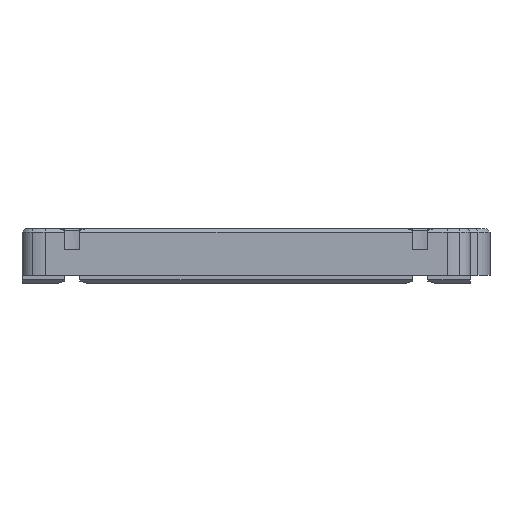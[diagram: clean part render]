
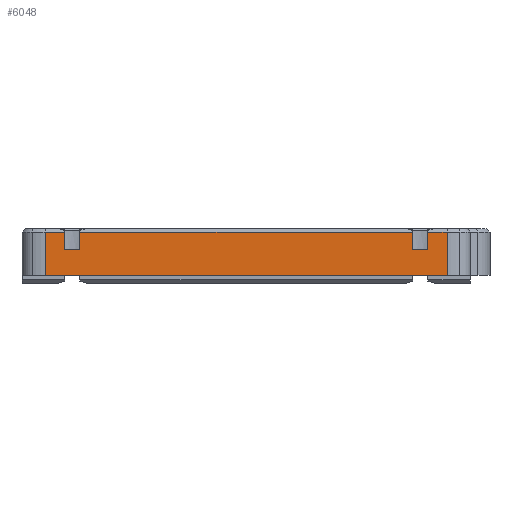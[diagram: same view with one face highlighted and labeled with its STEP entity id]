
A CAD part, left-side view. The second image highlights one B-rep face of the part: STEP entity #6048.
In plain terms, the highlighted planar face has unit normal (-1, 0.002, 0).
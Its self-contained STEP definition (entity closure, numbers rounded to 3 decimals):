
#311=PLANE('',#6479);
#568=FACE_OUTER_BOUND('',#960,.T.);
#960=EDGE_LOOP('',(#4344,#4345,#4346,#4347,#4348,#4349,#4350,#4351,#4352,
#4353,#4354,#4355));
#1407=LINE('',#9528,#2058);
#1409=LINE('',#9546,#2060);
#1412=LINE('',#9552,#2063);
#1413=LINE('',#9554,#2064);
#1414=LINE('',#9556,#2065);
#1415=LINE('',#9558,#2066);
#1416=LINE('',#9560,#2067);
#1417=LINE('',#9562,#2068);
#1418=LINE('',#9564,#2069);
#1419=LINE('',#9566,#2070);
#1420=LINE('',#9568,#2071);
#1421=LINE('',#9569,#2072);
#2058=VECTOR('',#6980,10.);
#2060=VECTOR('',#6988,10.);
#2063=VECTOR('',#6993,10.);
#2064=VECTOR('',#6994,10.);
#2065=VECTOR('',#6995,10.);
#2066=VECTOR('',#6996,10.);
#2067=VECTOR('',#6997,10.);
#2068=VECTOR('',#6998,10.);
#2069=VECTOR('',#6999,10.);
#2070=VECTOR('',#7000,10.);
#2071=VECTOR('',#7001,10.);
#2072=VECTOR('',#7002,10.);
#2851=VERTEX_POINT('',#9525);
#2852=VERTEX_POINT('',#9527);
#2856=VERTEX_POINT('',#9545);
#2858=VERTEX_POINT('',#9551);
#2859=VERTEX_POINT('',#9553);
#2860=VERTEX_POINT('',#9555);
#2861=VERTEX_POINT('',#9557);
#2862=VERTEX_POINT('',#9559);
#2863=VERTEX_POINT('',#9561);
#2864=VERTEX_POINT('',#9563);
#2865=VERTEX_POINT('',#9565);
#2866=VERTEX_POINT('',#9567);
#3402=EDGE_CURVE('',#2851,#2852,#1407,.T.);
#3408=EDGE_CURVE('',#2856,#2852,#1409,.T.);
#3411=EDGE_CURVE('',#2851,#2858,#1412,.T.);
#3412=EDGE_CURVE('',#2859,#2858,#1413,.T.);
#3413=EDGE_CURVE('',#2859,#2860,#1414,.T.);
#3414=EDGE_CURVE('',#2861,#2860,#1415,.T.);
#3415=EDGE_CURVE('',#2862,#2861,#1416,.T.);
#3416=EDGE_CURVE('',#2863,#2862,#1417,.T.);
#3417=EDGE_CURVE('',#2864,#2863,#1418,.T.);
#3418=EDGE_CURVE('',#2865,#2864,#1419,.T.);
#3419=EDGE_CURVE('',#2865,#2866,#1420,.T.);
#3420=EDGE_CURVE('',#2856,#2866,#1421,.T.);
#4344=ORIENTED_EDGE('',*,*,#3402,.F.);
#4345=ORIENTED_EDGE('',*,*,#3411,.T.);
#4346=ORIENTED_EDGE('',*,*,#3412,.F.);
#4347=ORIENTED_EDGE('',*,*,#3413,.T.);
#4348=ORIENTED_EDGE('',*,*,#3414,.F.);
#4349=ORIENTED_EDGE('',*,*,#3415,.F.);
#4350=ORIENTED_EDGE('',*,*,#3416,.F.);
#4351=ORIENTED_EDGE('',*,*,#3417,.F.);
#4352=ORIENTED_EDGE('',*,*,#3418,.F.);
#4353=ORIENTED_EDGE('',*,*,#3419,.T.);
#4354=ORIENTED_EDGE('',*,*,#3420,.F.);
#4355=ORIENTED_EDGE('',*,*,#3408,.T.);
#6048=ADVANCED_FACE('',(#568),#311,.T.);
#6479=AXIS2_PLACEMENT_3D('',#9550,#6991,#6992);
#6980=DIRECTION('',(-0.002,-1.,0.));
#6988=DIRECTION('',(0.,0.,1.));
#6991=DIRECTION('center_axis',(-1.,0.002,0.));
#6992=DIRECTION('ref_axis',(-0.002,-1.,0.));
#6993=DIRECTION('',(0.,0.,-1.));
#6994=DIRECTION('',(-0.002,-1.,0.));
#6995=DIRECTION('',(0.,0.,1.));
#6996=DIRECTION('',(-0.002,-1.,0.));
#6997=DIRECTION('',(0.,0.,1.));
#6998=DIRECTION('',(0.002,1.,0.));
#6999=DIRECTION('',(0.,0.,-1.));
#7000=DIRECTION('',(-0.002,-1.,0.));
#7001=DIRECTION('',(0.,0.,-1.));
#7002=DIRECTION('',(-0.002,-1.,0.));
#9525=CARTESIAN_POINT('',(-42.536,13.658,3.098));
#9527=CARTESIAN_POINT('',(-42.614,-29.342,3.098));
#9528=CARTESIAN_POINT('',(-42.547,7.638,3.098));
#9545=CARTESIAN_POINT('',(-42.614,-29.342,0.898));
#9546=CARTESIAN_POINT('',(-42.614,-29.342,0.498));
#9550=CARTESIAN_POINT('Origin',(-42.519,23.132,-2.502));
#9551=CARTESIAN_POINT('',(-42.536,13.658,0.898));
#9552=CARTESIAN_POINT('',(-42.536,13.658,0.498));
#9553=CARTESIAN_POINT('',(-42.532,15.658,0.898));
#9554=CARTESIAN_POINT('',(-42.532,15.658,0.898));
#9555=CARTESIAN_POINT('',(-42.532,15.658,3.098));
#9556=CARTESIAN_POINT('',(-42.532,15.658,0.498));
#9557=CARTESIAN_POINT('',(-42.528,18.132,3.098));
#9558=CARTESIAN_POINT('',(-42.547,7.638,3.098));
#9559=CARTESIAN_POINT('',(-42.528,18.132,-2.502));
#9560=CARTESIAN_POINT('',(-42.528,18.132,-2.502));
#9561=CARTESIAN_POINT('',(-42.622,-33.835,-2.502));
#9562=CARTESIAN_POINT('',(-42.631,-38.835,-2.502));
#9563=CARTESIAN_POINT('',(-42.622,-33.835,3.098));
#9564=CARTESIAN_POINT('',(-42.622,-33.835,-2.502));
#9565=CARTESIAN_POINT('',(-42.617,-31.342,3.098));
#9566=CARTESIAN_POINT('',(-42.547,7.638,3.098));
#9567=CARTESIAN_POINT('',(-42.617,-31.342,0.898));
#9568=CARTESIAN_POINT('',(-42.617,-31.342,0.498));
#9569=CARTESIAN_POINT('',(-42.614,-29.342,0.898));
